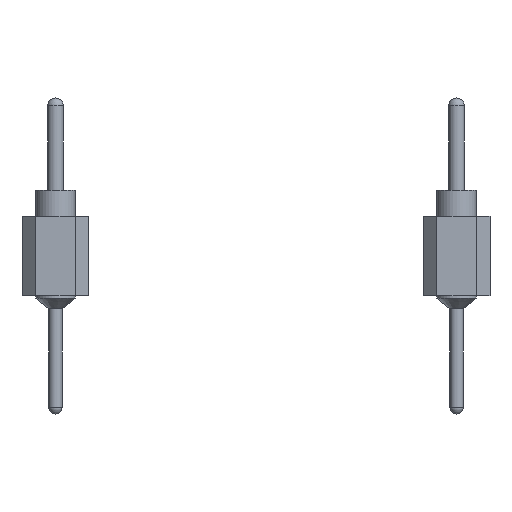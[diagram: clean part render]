
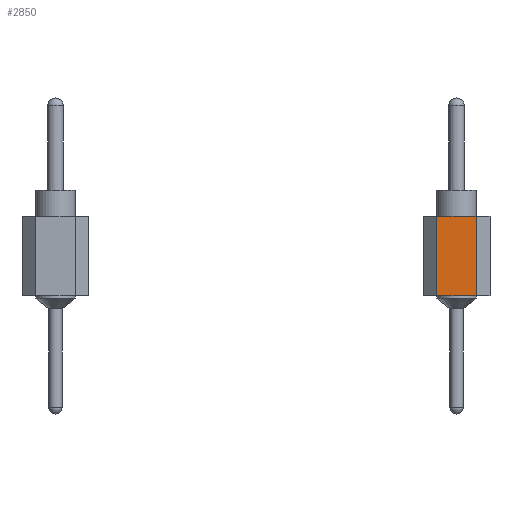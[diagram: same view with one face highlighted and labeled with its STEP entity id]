
A CAD part, front view. The second image highlights one B-rep face of the part: STEP entity #2850.
In plain terms, the highlighted face is planar.
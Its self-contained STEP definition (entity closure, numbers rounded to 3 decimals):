
#1590=CARTESIAN_POINT('',(0.75,1.27,0.));
#1600=DIRECTION('',(-1.,0.,0.));
#1610=VECTOR('',#1600,1.);
#1620=LINE('',#1590,#1610);
#1630=CARTESIAN_POINT('',(0.75,1.27,0.));
#1640=VERTEX_POINT('',#1630);
#1650=CARTESIAN_POINT('',(-0.75,1.27,0.));
#1660=VERTEX_POINT('',#1650);
#1670=EDGE_CURVE('',#1640,#1660,#1620,.T.);
#2490=CARTESIAN_POINT('',(-0.75,1.27,-3.));
#2500=VERTEX_POINT('',#2490);
#2530=CARTESIAN_POINT('',(-0.75,1.27,0.));
#2540=DIRECTION('',(-0.,-0.,-1.));
#2550=VECTOR('',#2540,1.);
#2560=LINE('',#2530,#2550);
#2570=EDGE_CURVE('',#1660,#2500,#2560,.T.);
#2620=CARTESIAN_POINT('',(0.75,1.27,0.));
#2630=DIRECTION('',(0.,1.,0.));
#2640=DIRECTION('',(-1.,0.,0.));
#2650=AXIS2_PLACEMENT_3D('',#2620,#2630,#2640);
#2660=PLANE('',#2650);
#2670=ORIENTED_EDGE('',*,*,#1670,.F.);
#2680=ORIENTED_EDGE('',*,*,#2570,.F.);
#2690=CARTESIAN_POINT('',(0.75,1.27,-3.));
#2700=DIRECTION('',(-1.,0.,0.));
#2710=VECTOR('',#2700,1.);
#2720=LINE('',#2690,#2710);
#2730=CARTESIAN_POINT('',(0.75,1.27,-3.));
#2740=VERTEX_POINT('',#2730);
#2750=EDGE_CURVE('',#2740,#2500,#2720,.T.);
#2760=ORIENTED_EDGE('',*,*,#2750,.T.);
#2770=CARTESIAN_POINT('',(0.75,1.27,0.));
#2780=DIRECTION('',(-0.,-0.,-1.));
#2790=VECTOR('',#2780,1.);
#2800=LINE('',#2770,#2790);
#2810=EDGE_CURVE('',#1640,#2740,#2800,.T.);
#2820=ORIENTED_EDGE('',*,*,#2810,.T.);
#2830=EDGE_LOOP('',(#2820,#2760,#2680,#2670));
#2840=FACE_OUTER_BOUND('',#2830,.T.);
#2850=ADVANCED_FACE('',(#2840),#2660,.T.);
